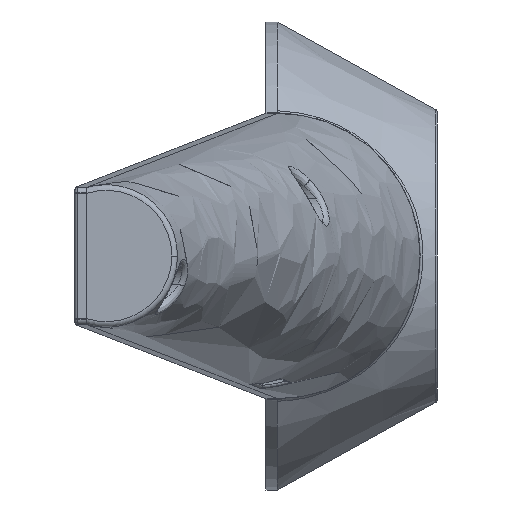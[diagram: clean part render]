
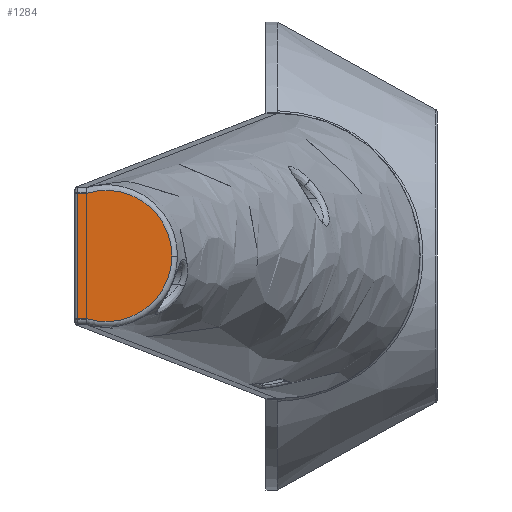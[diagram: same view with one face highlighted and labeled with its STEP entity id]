
A CAD part, left-side view. The second image highlights one B-rep face of the part: STEP entity #1284.
In plain terms, the highlighted planar face has unit normal (-1, 0, 0).
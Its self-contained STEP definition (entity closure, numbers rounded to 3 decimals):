
#113 = CARTESIAN_POINT ( 'NONE',  ( -203., 61.354, -11. ) ) ;
#256 = DIRECTION ( 'NONE',  ( 0., -1., 0. ) ) ;
#359 = DIRECTION ( 'NONE',  ( 0., -1., 0. ) ) ;
#400 = FACE_OUTER_BOUND ( 'NONE', #3900, .T. ) ;
#527 = CARTESIAN_POINT ( 'NONE',  ( -203., 46.5, 0. ) ) ;
#606 = ORIENTED_EDGE ( 'NONE', *, *, #4166, .T. ) ;
#1284 = ADVANCED_FACE ( 'NONE', ( #400 ), #1759, .T. ) ;
#1452 = LINE ( 'NONE', #5947, #5235 ) ;
#1675 = DIRECTION ( 'NONE',  ( -1., 0., 0. ) ) ;
#1759 = PLANE ( 'NONE',  #2055 ) ;
#2055 = AXIS2_PLACEMENT_3D ( 'NONE', #6964, #1675, #359 ) ;
#2182 = CARTESIAN_POINT ( 'NONE',  ( -203., 61.5, -11. ) ) ;
#2195 = EDGE_CURVE ( 'NONE', #4730, #2411, #6129, .T. ) ;
#2327 = CARTESIAN_POINT ( 'NONE',  ( -203., 63., 0. ) ) ;
#2411 = VERTEX_POINT ( 'NONE', #527 ) ;
#2439 = DIRECTION ( 'NONE',  ( -1., 0., 0. ) ) ;
#2829 = ORIENTED_EDGE ( 'NONE', *, *, #6821, .T. ) ;
#3281 = EDGE_CURVE ( 'NONE', #4420, #4730, #6193, .T. ) ;
#3549 = AXIS2_PLACEMENT_3D ( 'NONE', #3722, #2439, #4394 ) ;
#3700 = CARTESIAN_POINT ( 'NONE',  ( -203., 61.354, 11. ) ) ;
#3722 = CARTESIAN_POINT ( 'NONE',  ( -203., 58., 0. ) ) ;
#3900 = EDGE_LOOP ( 'NONE', ( #3921, #2829, #7426, #6397, #606 ) ) ;
#3903 = VECTOR ( 'NONE', #256, 1000. ) ;
#3921 = ORIENTED_EDGE ( 'NONE', *, *, #5792, .T. ) ;
#4166 = EDGE_CURVE ( 'NONE', #2411, #5372, #5560, .T. ) ;
#4394 = DIRECTION ( 'NONE',  ( 0., -1., 0. ) ) ;
#4420 = VERTEX_POINT ( 'NONE', #5305 ) ;
#4465 = DIRECTION ( 'NONE',  ( 0., -1., 0. ) ) ;
#4518 = CARTESIAN_POINT ( 'NONE',  ( -203., 63., 11. ) ) ;
#4526 = VECTOR ( 'NONE', #7557, 1000. ) ;
#4612 = AXIS2_PLACEMENT_3D ( 'NONE', #5827, #8378, #4465 ) ;
#4720 = VERTEX_POINT ( 'NONE', #4518 ) ;
#4730 = VERTEX_POINT ( 'NONE', #113 ) ;
#5235 = VECTOR ( 'NONE', #7983, 1000. ) ;
#5305 = CARTESIAN_POINT ( 'NONE',  ( -203., 63., -11. ) ) ;
#5372 = VERTEX_POINT ( 'NONE', #3700 ) ;
#5560 = CIRCLE ( 'NONE', #4612, 11.5 ) ;
#5603 = LINE ( 'NONE', #2327, #4526 ) ;
#5792 = EDGE_CURVE ( 'NONE', #5372, #4720, #1452, .T. ) ;
#5827 = CARTESIAN_POINT ( 'NONE',  ( -203., 58., 0. ) ) ;
#5947 = CARTESIAN_POINT ( 'NONE',  ( -203., 63.5, 11. ) ) ;
#6129 = CIRCLE ( 'NONE', #3549, 11.5 ) ;
#6193 = LINE ( 'NONE', #2182, #3903 ) ;
#6397 = ORIENTED_EDGE ( 'NONE', *, *, #2195, .T. ) ;
#6821 = EDGE_CURVE ( 'NONE', #4720, #4420, #5603, .T. ) ;
#6964 = CARTESIAN_POINT ( 'NONE',  ( -203., 58., 0. ) ) ;
#7426 = ORIENTED_EDGE ( 'NONE', *, *, #3281, .T. ) ;
#7557 = DIRECTION ( 'NONE',  ( 0., 0., -1. ) ) ;
#7983 = DIRECTION ( 'NONE',  ( 0., 1., 0. ) ) ;
#8378 = DIRECTION ( 'NONE',  ( -1., 0., 0. ) ) ;
